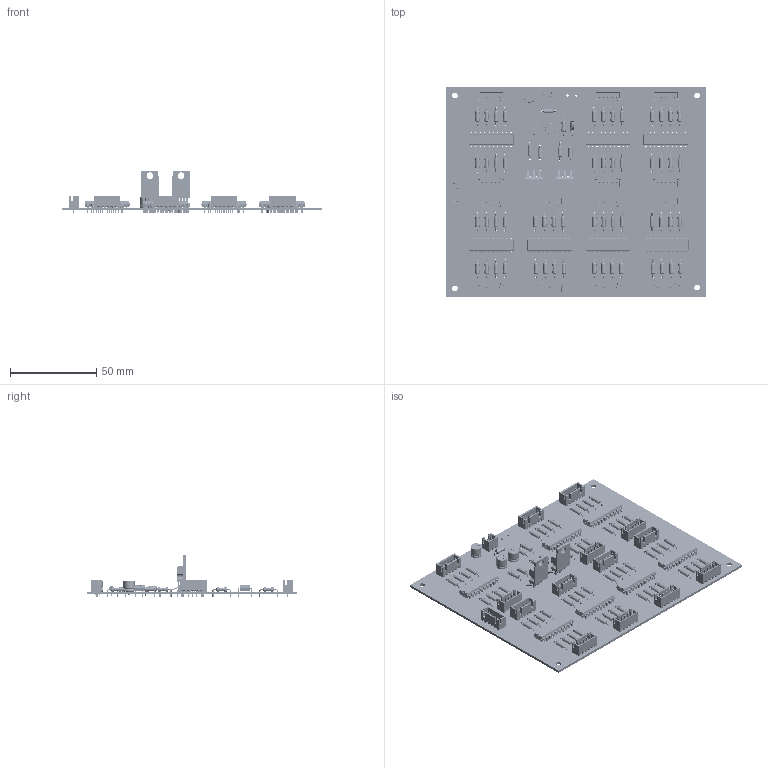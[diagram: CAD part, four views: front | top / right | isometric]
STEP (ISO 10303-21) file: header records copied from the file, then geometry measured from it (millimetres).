
FILE_DESCRIPTION(('KiCad electronic assembly'),'2;1');
FILE_NAME('Display Driver v2.step','2025-05-11T18:12:52',('Pcbnew'),( 'Kicad'),'Open CASCADE STEP processor 7.8','KiCad to STEP converter' ,'Unknown');
FILE_SCHEMA(('AUTOMOTIVE_DESIGN { 1 0 10303 214 1 1 1 1 }'));
Length unit declared in the file: millimetre
Products named in the file (10): Display Driver v2 1; R_Axial_DIN0207_L6.3mm_D2.5mm_P10.16mm_Horizontal; DIP-20_W7.62mm; JST_XH_B5B-XH-A_1x05_P2.50mm_Vertical; D_A-405_P7.62mm_Horizontal; TO-220-5_P3.4x3.7mm_StaggerOdd_Lead3.8mm_Vertical; L_Axial_L6.6mm_D2.7mm_P10.16mm_Horizontal_Vishay_IM-2; CP_Radial_D6.3mm_P2.50mm; JST_XH_B2B-XH-A_1x02_P2.50mm_Vertical; Display Driver v2_PCB
Assembly tree (92 placements, depth 2):
  Display Driver v2 1
    R_Axial_DIN0207_L6.3mm_D2.5mm_P10.16mm_Horizontal  x58
    DIP-20_W7.62mm  x7
    JST_XH_B5B-XH-A_1x05_P2.50mm_Vertical  x15
    D_A-405_P7.62mm_Horizontal  x3
    TO-220-5_P3.4x3.7mm_StaggerOdd_Lead3.8mm_Vertical  x2
    L_Axial_L6.6mm_D2.7mm_P10.16mm_Horizontal_Vishay_IM-2  x2
    CP_Radial_D6.3mm_P2.50mm  x3
    JST_XH_B2B-XH-A_1x02_P2.50mm_Vertical
    Display Driver v2_PCB
Bounding box: 150 x 121.5 x 24.85 mm (x, y, z)
Volume: 38997.4 mm3; surface area: 62188.1 mm2
Topology: 92 solids, 95 shells, 6816 faces, 17005 edges, 10802 vertices
Faces by surface type: plane 5030, cylinder 1264, torus 248, bspline 236, revolution 38
Full cylindrical faces by diameter (mm): 0.5 x14, 0.6 x244, 0.8 x266, 0.9 x6, 0.95 x75, 1 x2, 1.1 x10, 1.3 x2, 1.5 x2, 2.25 x58, 2.37 x20, 2.5 x116, 2.7 x10, 2.72 x3, 3.2 x4, 3.8 x2
Entity records: 47581 total; most frequent: CARTESIAN_POINT 9305, DIRECTION 6618, ORIENTED_EDGE 6384, EDGE_CURVE 3192, AXIS2_PLACEMENT_3D 2226, LINE 2149, VECTOR 2149, VERTEX_POINT 2066
